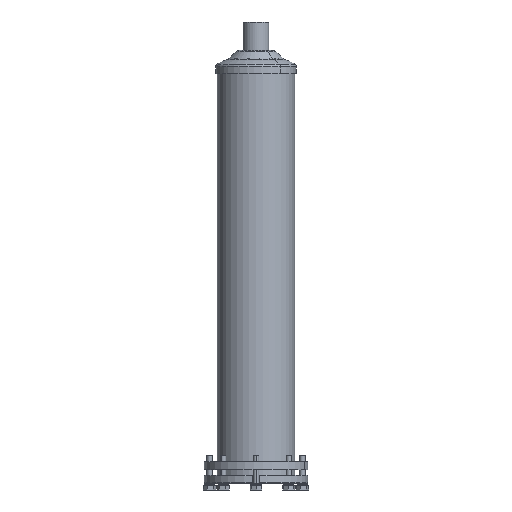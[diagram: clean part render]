
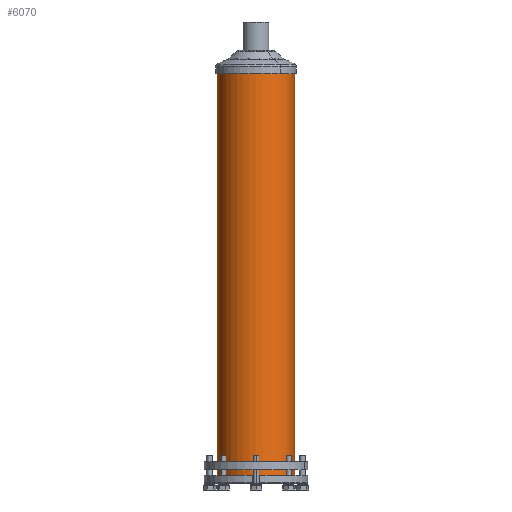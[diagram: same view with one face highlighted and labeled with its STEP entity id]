
A CAD part, front view. The second image highlights one B-rep face of the part: STEP entity #6070.
In plain terms, the highlighted cylindrical face has radius 57 mm (diameter 114 mm), a partial arc.
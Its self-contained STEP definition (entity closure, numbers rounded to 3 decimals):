
#5 = EDGE_LOOP ( 'NONE', ( #7128, #5863, #4248, #7408 ) ) ;
#155 = CARTESIAN_POINT ( 'NONE',  ( 57., 0., 605. ) ) ;
#170 = AXIS2_PLACEMENT_3D ( 'NONE', #8659, #1847, #3604 ) ;
#288 = LINE ( 'NONE', #8877, #1757 ) ;
#720 = FACE_OUTER_BOUND ( 'NONE', #5, .T. ) ;
#811 = CARTESIAN_POINT ( 'NONE',  ( 0., 0., 605. ) ) ;
#1523 = DIRECTION ( 'NONE',  ( 1., 0., 0. ) ) ;
#1757 = VECTOR ( 'NONE', #3085, 1000. ) ;
#1847 = DIRECTION ( 'NONE',  ( 0., 0., -1. ) ) ;
#2228 = CARTESIAN_POINT ( 'NONE',  ( 0., 0., 0. ) ) ;
#2334 = VERTEX_POINT ( 'NONE', #155 ) ;
#2540 = EDGE_CURVE ( 'NONE', #2588, #7258, #8665, .T. ) ;
#2561 = CARTESIAN_POINT ( 'NONE',  ( -57., 0., 605. ) ) ;
#2588 = VERTEX_POINT ( 'NONE', #4783 ) ;
#2955 = DIRECTION ( 'NONE',  ( 1., 0., 0. ) ) ;
#3085 = DIRECTION ( 'NONE',  ( 0., 0., -1. ) ) ;
#3604 = DIRECTION ( 'NONE',  ( -1., 0., 0. ) ) ;
#4055 = VERTEX_POINT ( 'NONE', #4893 ) ;
#4248 = ORIENTED_EDGE ( 'NONE', *, *, #4810, .T. ) ;
#4783 = CARTESIAN_POINT ( 'NONE',  ( -57., 0., 605. ) ) ;
#4810 = EDGE_CURVE ( 'NONE', #4055, #7258, #8435, .T. ) ;
#4893 = CARTESIAN_POINT ( 'NONE',  ( 57., 0., 0. ) ) ;
#5051 = VECTOR ( 'NONE', #5472, 1000. ) ;
#5425 = EDGE_CURVE ( 'NONE', #2334, #2588, #9105, .T. ) ;
#5472 = DIRECTION ( 'NONE',  ( 0., 0., -1. ) ) ;
#5863 = ORIENTED_EDGE ( 'NONE', *, *, #9188, .T. ) ;
#5865 = DIRECTION ( 'NONE',  ( 0., 0., 1. ) ) ;
#6070 = ADVANCED_FACE ( 'NONE', ( #720 ), #6491, .T. ) ;
#6491 = CYLINDRICAL_SURFACE ( 'NONE', #170, 57. ) ;
#6782 = AXIS2_PLACEMENT_3D ( 'NONE', #2228, #7292, #2955 ) ;
#7128 = ORIENTED_EDGE ( 'NONE', *, *, #5425, .F. ) ;
#7258 = VERTEX_POINT ( 'NONE', #8476 ) ;
#7292 = DIRECTION ( 'NONE',  ( 0., 0., 1. ) ) ;
#7408 = ORIENTED_EDGE ( 'NONE', *, *, #2540, .F. ) ;
#8435 = CIRCLE ( 'NONE', #6782, 57. ) ;
#8476 = CARTESIAN_POINT ( 'NONE',  ( -57., 0., 0. ) ) ;
#8659 = CARTESIAN_POINT ( 'NONE',  ( 0., 0., 605. ) ) ;
#8665 = LINE ( 'NONE', #2561, #5051 ) ;
#8877 = CARTESIAN_POINT ( 'NONE',  ( 57., 0., 605. ) ) ;
#9105 = CIRCLE ( 'NONE', #9322, 57. ) ;
#9188 = EDGE_CURVE ( 'NONE', #2334, #4055, #288, .T. ) ;
#9322 = AXIS2_PLACEMENT_3D ( 'NONE', #811, #5865, #1523 ) ;
